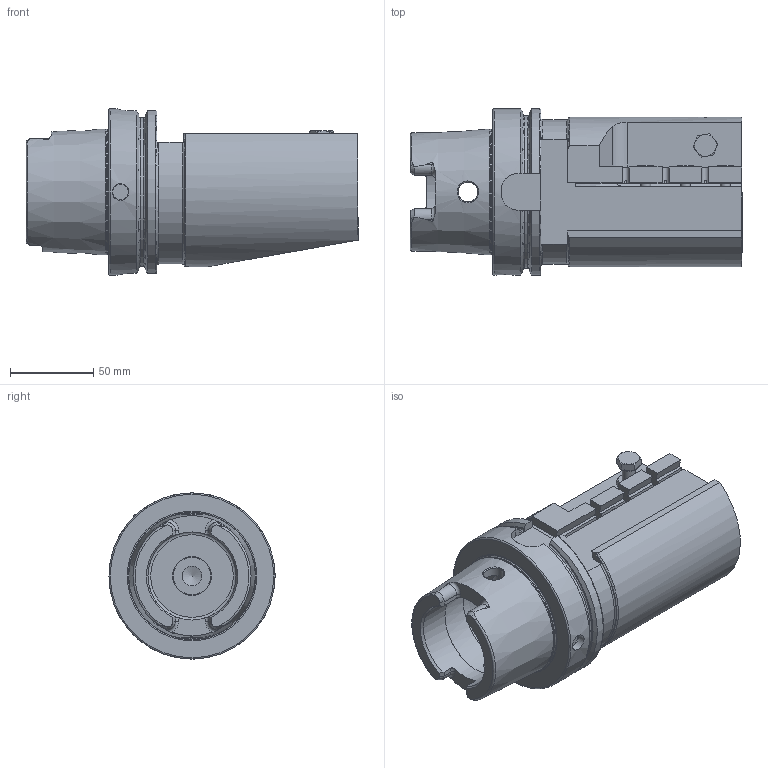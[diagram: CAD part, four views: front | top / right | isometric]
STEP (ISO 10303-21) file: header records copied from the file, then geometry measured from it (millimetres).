
FILE_DESCRIPTION (( 'STEP AP214' ), '1' );
FILE_NAME ('HA0.AM3.K12.150.STEP', '2020-03-03T14:47:15', ( '' ), ( '' ), 'SwSTEP 2.0', 'SolidWorks 2017', '' );
FILE_SCHEMA (( 'AUTOMOTIVE_DESIGN' ));
Length unit declared in the file: millimetre
Products named in the file (6): HA0-AM3.K12.150_A_Fertigbearbeitung; KVT_MB_600_060; AM3-ER1.001.020_PreviewCfg; ISO 4035 - M8_PreviewCfg; ISO 4762 - M6 x 16_PreviewCfg; HA0.AM3.K12.150
Assembly tree (7 placements, depth 2):
  HA0.AM3.K12.150
    HA0-AM3.K12.150_A_Fertigbearbeitung
    ISO 4762 - M6 x 16_PreviewCfg  x3
    AM3-ER1.001.020_PreviewCfg
    ISO 4035 - M8_PreviewCfg
    KVT_MB_600_060
Bounding box: 199.9 x 100 x 100 mm (x, y, z)
Volume: 873144 mm3; surface area: 99238.9 mm2
Topology: 8 solids, 8 shells, 311 faces, 781 edges, 492 vertices
Faces by surface type: plane 142, cone 70, cylinder 65, torus 31, bspline 2, sphere 1
Full cylindrical faces by diameter (mm): 3 x1, 3.15 x1, 4 x1, 4.5 x3, 5 x1, 5.5 x1, 6 x6, 6.4 x4, 7 x1, 8 x1, 10 x4, 11 x3, 12 x2, 13 x1, 22.5 x1, 26 x1, 53 x2, 63 x1, 75.315 x1, 100 x1
Entity records: 10661 total; most frequent: CARTESIAN_POINT 3545, DIRECTION 1196, ORIENTED_EDGE 1162, EDGE_CURVE 581, AXIS2_PLACEMENT_3D 485, VERTEX_POINT 406, EDGE_LOOP 375, FACE_OUTER_BOUND 314
